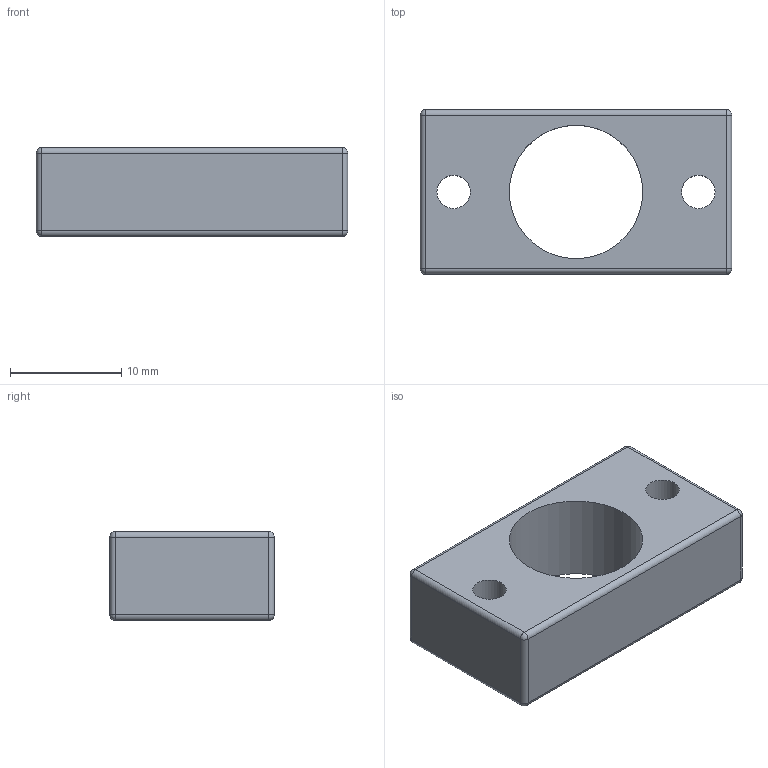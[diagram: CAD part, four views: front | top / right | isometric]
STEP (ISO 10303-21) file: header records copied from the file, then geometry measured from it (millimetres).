
FILE_DESCRIPTION(/* description */ (''),/* implementation_level */ '2;1');
FILE_NAME(/* name */ 'shaft holder.stp',/* time_stamp */ '2020-11-19T20:28:58+03:00',/* author */ ('Max'),/* organization */ (''),/* preprocessor_version */ 'ST-DEVELOPER v16.5',/* originating_system */ 'Autodesk Inventor 2017',/* authorisation */ '');
FILE_SCHEMA (('AUTOMOTIVE_DESIGN { 1 0 10303 214 3 1 1 }'));
Length unit declared in the file: millimetre
Products named in the file (1): держатель \X2\04320430

Bounding box: 28 x 14.8 x 8 mm (x, y, z)
Volume: 2286.6 mm3; surface area: 1667.6 mm2
Topology: 1 solids, 1 shells, 29 faces, 57 edges, 30 vertices
Faces by surface type: cylinder 15, sphere 8, plane 6
Full cylindrical faces by diameter (mm): 3 x2, 12 x1
Entity records: 750 total; most frequent: DIRECTION 144, CARTESIAN_POINT 114, ORIENTED_EDGE 108, AXIS2_PLACEMENT_3D 60, EDGE_CURVE 54, EDGE_LOOP 38, CIRCLE 30, VERTEX_POINT 30
